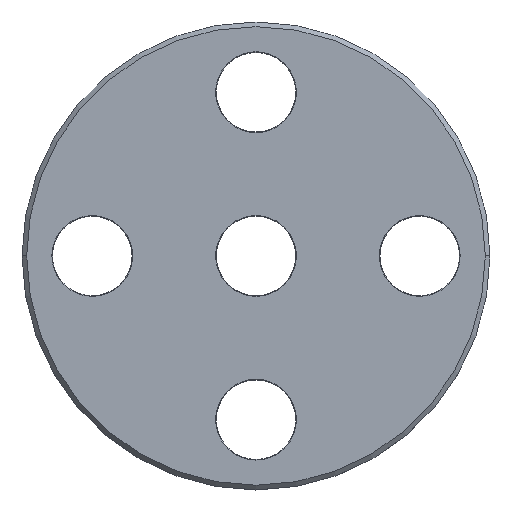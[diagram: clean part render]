
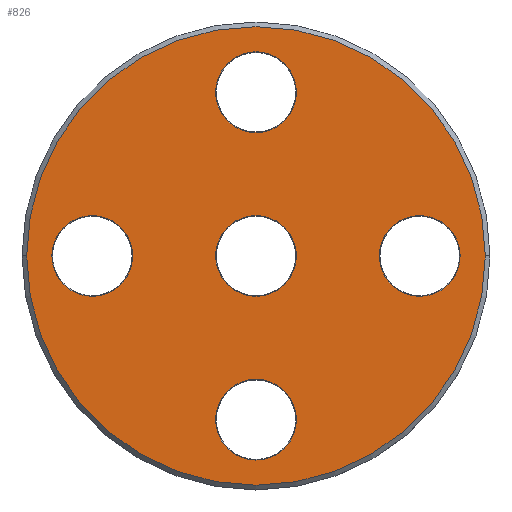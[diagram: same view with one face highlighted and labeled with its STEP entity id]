
A CAD part, top view. The second image highlights one B-rep face of the part: STEP entity #826.
In plain terms, the highlighted planar face has unit normal (0, 0, 1).
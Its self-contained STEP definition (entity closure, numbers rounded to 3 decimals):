
#10 = CIRCLE ( 'NONE', #945, 1.725 ) ;
#24 = DIRECTION ( 'NONE',  ( 1., 0., 0. ) ) ;
#37 = ORIENTED_EDGE ( 'NONE', *, *, #520, .F. ) ;
#43 = EDGE_CURVE ( 'NONE', #137, #1072, #10, .T. ) ;
#50 = CARTESIAN_POINT ( 'NONE',  ( 7., 0., 2.5 ) ) ;
#70 = EDGE_CURVE ( 'NONE', #296, #304, #870, .T. ) ;
#83 = VERTEX_POINT ( 'NONE', #844 ) ;
#94 = ORIENTED_EDGE ( 'NONE', *, *, #743, .T. ) ;
#98 = AXIS2_PLACEMENT_3D ( 'NONE', #50, #130, #651 ) ;
#104 = EDGE_CURVE ( 'NONE', #807, #83, #713, .T. ) ;
#105 = EDGE_LOOP ( 'NONE', ( #37, #181 ) ) ;
#124 = ORIENTED_EDGE ( 'NONE', *, *, #231, .T. ) ;
#130 = DIRECTION ( 'NONE',  ( 0., 0., 1. ) ) ;
#131 = ORIENTED_EDGE ( 'NONE', *, *, #43, .F. ) ;
#132 = DIRECTION ( 'NONE',  ( 0., 0., 1. ) ) ;
#137 = VERTEX_POINT ( 'NONE', #1061 ) ;
#143 = CIRCLE ( 'NONE', #251, 1.725 ) ;
#157 = DIRECTION ( 'NONE',  ( 0., 0., 1. ) ) ;
#164 = AXIS2_PLACEMENT_3D ( 'NONE', #627, #469, #24 ) ;
#166 = ORIENTED_EDGE ( 'NONE', *, *, #1056, .F. ) ;
#171 = DIRECTION ( 'NONE',  ( 1., 0., 0. ) ) ;
#177 = ORIENTED_EDGE ( 'NONE', *, *, #656, .F. ) ;
#178 = FACE_OUTER_BOUND ( 'NONE', #337, .T. ) ;
#180 = AXIS2_PLACEMENT_3D ( 'NONE', #918, #132, #1079 ) ;
#181 = ORIENTED_EDGE ( 'NONE', *, *, #70, .F. ) ;
#196 = CARTESIAN_POINT ( 'NONE',  ( 7., 0., 2.5 ) ) ;
#207 = VERTEX_POINT ( 'NONE', #892 ) ;
#213 = CIRCLE ( 'NONE', #164, 1.725 ) ;
#218 = EDGE_LOOP ( 'NONE', ( #480, #1008 ) ) ;
#231 = EDGE_CURVE ( 'NONE', #930, #207, #614, .T. ) ;
#240 = DIRECTION ( 'NONE',  ( 0., 0., 1. ) ) ;
#247 = PLANE ( 'NONE',  #863 ) ;
#251 = AXIS2_PLACEMENT_3D ( 'NONE', #276, #976, #361 ) ;
#267 = EDGE_CURVE ( 'NONE', #492, #270, #998, .T. ) ;
#269 = AXIS2_PLACEMENT_3D ( 'NONE', #196, #376, #367 ) ;
#270 = VERTEX_POINT ( 'NONE', #405 ) ;
#272 = CIRCLE ( 'NONE', #286, 1.725 ) ;
#276 = CARTESIAN_POINT ( 'NONE',  ( 0., 7., 2.5 ) ) ;
#286 = AXIS2_PLACEMENT_3D ( 'NONE', #577, #828, #987 ) ;
#294 = CARTESIAN_POINT ( 'NONE',  ( 5.275, 0., 2.5 ) ) ;
#296 = VERTEX_POINT ( 'NONE', #320 ) ;
#304 = VERTEX_POINT ( 'NONE', #728 ) ;
#307 = CARTESIAN_POINT ( 'NONE',  ( 0., -7., 2.5 ) ) ;
#320 = CARTESIAN_POINT ( 'NONE',  ( -1.725, 0., 2.5 ) ) ;
#337 = EDGE_LOOP ( 'NONE', ( #94, #124 ) ) ;
#338 = FACE_BOUND ( 'NONE', #218, .T. ) ;
#344 = FACE_BOUND ( 'NONE', #714, .T. ) ;
#360 = CARTESIAN_POINT ( 'NONE',  ( 9.8, 0., 2.5 ) ) ;
#361 = DIRECTION ( 'NONE',  ( 1., 0., 0. ) ) ;
#362 = CIRCLE ( 'NONE', #98, 1.725 ) ;
#367 = DIRECTION ( 'NONE',  ( 1., 0., 0. ) ) ;
#376 = DIRECTION ( 'NONE',  ( 0., 0., 1. ) ) ;
#387 = AXIS2_PLACEMENT_3D ( 'NONE', #605, #240, #944 ) ;
#405 = CARTESIAN_POINT ( 'NONE',  ( 1.725, 7., 2.5 ) ) ;
#412 = AXIS2_PLACEMENT_3D ( 'NONE', #488, #824, #581 ) ;
#442 = CARTESIAN_POINT ( 'NONE',  ( -5.275, 0., 2.5 ) ) ;
#469 = DIRECTION ( 'NONE',  ( 0., 0., 1. ) ) ;
#479 = CARTESIAN_POINT ( 'NONE',  ( 1.725, -7., 2.5 ) ) ;
#480 = ORIENTED_EDGE ( 'NONE', *, *, #104, .F. ) ;
#488 = CARTESIAN_POINT ( 'NONE',  ( 0., 0., 2.5 ) ) ;
#492 = VERTEX_POINT ( 'NONE', #683 ) ;
#506 = EDGE_LOOP ( 'NONE', ( #177, #131 ) ) ;
#510 = CIRCLE ( 'NONE', #716, 1.725 ) ;
#520 = EDGE_CURVE ( 'NONE', #304, #296, #213, .T. ) ;
#525 = DIRECTION ( 'NONE',  ( 1., 0., 0. ) ) ;
#542 = EDGE_CURVE ( 'NONE', #879, #1030, #619, .T. ) ;
#577 = CARTESIAN_POINT ( 'NONE',  ( -7., 0., 2.5 ) ) ;
#580 = EDGE_CURVE ( 'NONE', #270, #492, #143, .T. ) ;
#581 = DIRECTION ( 'NONE',  ( 1., 0., 0. ) ) ;
#590 = DIRECTION ( 'NONE',  ( 1., 0., 0. ) ) ;
#603 = CIRCLE ( 'NONE', #180, 9.8 ) ;
#605 = CARTESIAN_POINT ( 'NONE',  ( 0., 0., 2.5 ) ) ;
#609 = DIRECTION ( 'NONE',  ( 0., 0., 1. ) ) ;
#614 = CIRCLE ( 'NONE', #412, 9.8 ) ;
#619 = CIRCLE ( 'NONE', #269, 1.725 ) ;
#627 = CARTESIAN_POINT ( 'NONE',  ( 0., 0., 2.5 ) ) ;
#643 = AXIS2_PLACEMENT_3D ( 'NONE', #940, #609, #171 ) ;
#651 = DIRECTION ( 'NONE',  ( 1., 0., 0. ) ) ;
#656 = EDGE_CURVE ( 'NONE', #1072, #137, #510, .T. ) ;
#664 = DIRECTION ( 'NONE',  ( 0., 0., 1. ) ) ;
#683 = CARTESIAN_POINT ( 'NONE',  ( -1.725, 7., 2.5 ) ) ;
#687 = DIRECTION ( 'NONE',  ( 0., 0., 1. ) ) ;
#698 = CARTESIAN_POINT ( 'NONE',  ( 8.725, 0., 2.5 ) ) ;
#713 = CIRCLE ( 'NONE', #643, 1.725 ) ;
#714 = EDGE_LOOP ( 'NONE', ( #1078, #1062 ) ) ;
#716 = AXIS2_PLACEMENT_3D ( 'NONE', #307, #727, #590 ) ;
#727 = DIRECTION ( 'NONE',  ( 0., 0., 1. ) ) ;
#728 = CARTESIAN_POINT ( 'NONE',  ( 1.725, 0., 2.5 ) ) ;
#743 = EDGE_CURVE ( 'NONE', #207, #930, #603, .T. ) ;
#759 = FACE_BOUND ( 'NONE', #506, .T. ) ;
#807 = VERTEX_POINT ( 'NONE', #442 ) ;
#814 = ORIENTED_EDGE ( 'NONE', *, *, #542, .F. ) ;
#816 = DIRECTION ( 'NONE',  ( 1., 0., 0. ) ) ;
#824 = DIRECTION ( 'NONE',  ( 0., 0., 1. ) ) ;
#826 = ADVANCED_FACE ( 'NONE', ( #178, #852, #344, #338, #759, #948 ), #247, .T. ) ;
#828 = DIRECTION ( 'NONE',  ( 0., 0., 1. ) ) ;
#844 = CARTESIAN_POINT ( 'NONE',  ( -8.725, 0., 2.5 ) ) ;
#849 = CARTESIAN_POINT ( 'NONE',  ( 0., -7., 2.5 ) ) ;
#852 = FACE_BOUND ( 'NONE', #105, .T. ) ;
#863 = AXIS2_PLACEMENT_3D ( 'NONE', #1098, #687, #525 ) ;
#870 = CIRCLE ( 'NONE', #387, 1.725 ) ;
#879 = VERTEX_POINT ( 'NONE', #698 ) ;
#892 = CARTESIAN_POINT ( 'NONE',  ( -9.8, 0., 2.5 ) ) ;
#904 = EDGE_LOOP ( 'NONE', ( #814, #166 ) ) ;
#918 = CARTESIAN_POINT ( 'NONE',  ( 0., 0., 2.5 ) ) ;
#930 = VERTEX_POINT ( 'NONE', #360 ) ;
#940 = CARTESIAN_POINT ( 'NONE',  ( -7., 0., 2.5 ) ) ;
#944 = DIRECTION ( 'NONE',  ( 1., 0., 0. ) ) ;
#945 = AXIS2_PLACEMENT_3D ( 'NONE', #849, #157, #1101 ) ;
#948 = FACE_BOUND ( 'NONE', #904, .T. ) ;
#949 = AXIS2_PLACEMENT_3D ( 'NONE', #1081, #664, #816 ) ;
#976 = DIRECTION ( 'NONE',  ( 0., 0., 1. ) ) ;
#987 = DIRECTION ( 'NONE',  ( 1., 0., 0. ) ) ;
#998 = CIRCLE ( 'NONE', #949, 1.725 ) ;
#1008 = ORIENTED_EDGE ( 'NONE', *, *, #1016, .F. ) ;
#1016 = EDGE_CURVE ( 'NONE', #83, #807, #272, .T. ) ;
#1030 = VERTEX_POINT ( 'NONE', #294 ) ;
#1056 = EDGE_CURVE ( 'NONE', #1030, #879, #362, .T. ) ;
#1061 = CARTESIAN_POINT ( 'NONE',  ( -1.725, -7., 2.5 ) ) ;
#1062 = ORIENTED_EDGE ( 'NONE', *, *, #267, .F. ) ;
#1072 = VERTEX_POINT ( 'NONE', #479 ) ;
#1078 = ORIENTED_EDGE ( 'NONE', *, *, #580, .F. ) ;
#1079 = DIRECTION ( 'NONE',  ( 1., 0., 0. ) ) ;
#1081 = CARTESIAN_POINT ( 'NONE',  ( 0., 7., 2.5 ) ) ;
#1098 = CARTESIAN_POINT ( 'NONE',  ( 0., 0., 2.5 ) ) ;
#1101 = DIRECTION ( 'NONE',  ( 1., 0., 0. ) ) ;
